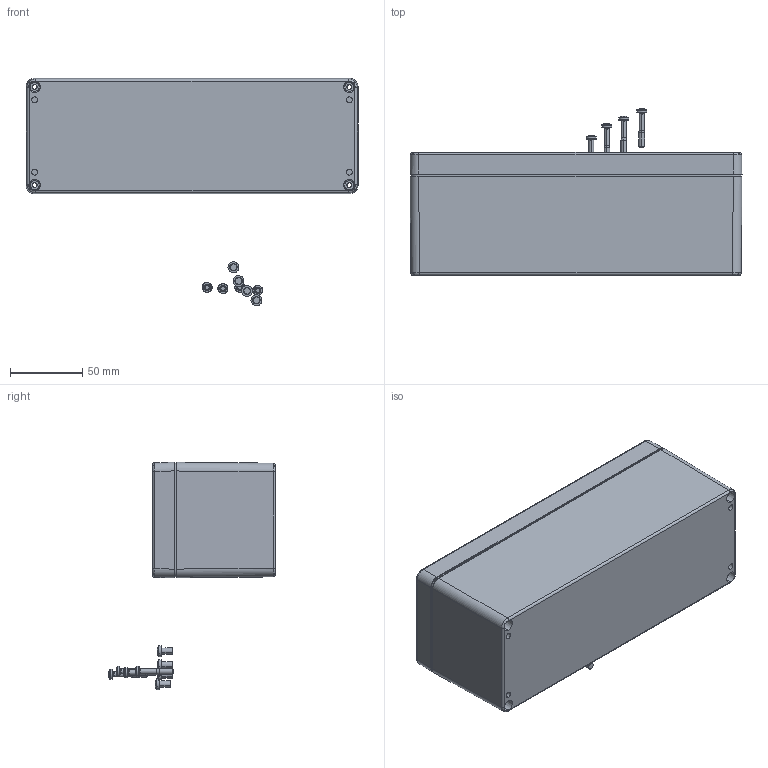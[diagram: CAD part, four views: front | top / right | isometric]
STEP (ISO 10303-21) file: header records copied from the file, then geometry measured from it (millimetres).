
FILE_DESCRIPTION (( 'STEP AP214' ), '1' );
FILE_NAME ('09082309.STEP', '2008-10-02T11:44:38', ( ' ' ), ( '' ), 'SwSTEP 2.0', 'SolidWorks 2008', '' );
FILE_SCHEMA (( 'AUTOMOTIVE_DESIGN' ));
Length unit declared in the file: millimetre
Products named in the file (9): 37932_Standard; 82002_im Deckel eingebaut; 31090-Einpressbuchse_Standard; 38932_Standard; 51005_Standard; 5200.009.0_Standard; 93214_WN1442 D4,5x7,8; 09082309
Assembly tree (17 placements, depth 3):
  09082309
    82002_im Deckel eingebaut
    37932_Standard
      31090-Einpressbuchse_Standard  x4
      37932_Standard
    38932_Standard
    51005_Standard
      93214_WN1442 D4,5x7,8  x4
      5200.009.0_Standard  x4
Bounding box: 230 x 115.57 x 157.56 mm (x, y, z)
Volume: 276999.3 mm3; surface area: 198653.8 mm2
Topology: 15 solids, 15 shells, 1545 faces, 3799 edges, 2314 vertices
Faces by surface type: plane 617, cylinder 299, bspline 292, cone 188, torus 141, sphere 8
Entity records: 44601 total; most frequent: CARTESIAN_POINT 20447, ORIENTED_EDGE 5338, DIRECTION 4532, EDGE_CURVE 2669, AXIS2_PLACEMENT_3D 1710, VERTEX_POINT 1600, EDGE_LOOP 1183, ADVANCED_FACE 1119
